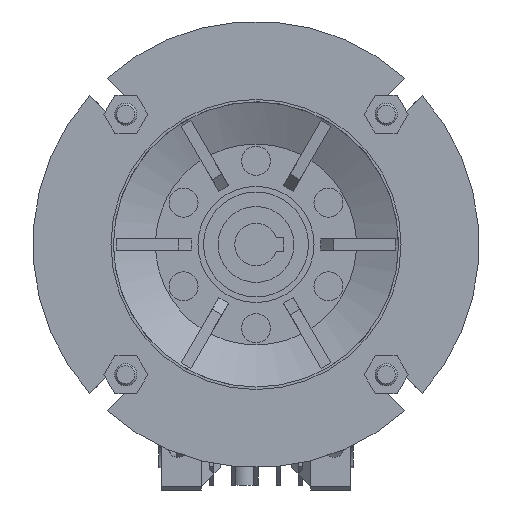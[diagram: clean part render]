
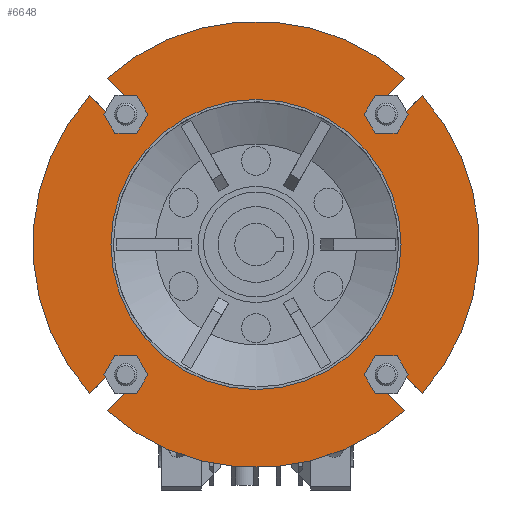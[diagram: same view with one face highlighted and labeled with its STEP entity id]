
A CAD part, front view. The second image highlights one B-rep face of the part: STEP entity #6648.
In plain terms, the highlighted face is planar.
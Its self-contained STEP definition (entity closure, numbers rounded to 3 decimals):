
#6648=ADVANCED_FACE('',(#13574,#13576),#13578,.F.);
#13574=FACE_BOUND('',#13575,.T.);
#13575=EDGE_LOOP('',(#18819,#18820,#18821,#18822,#18823,#18824,#18825,#18826,#18827,
#18828,#18829,#18830,#18831,#18832,#18833,#18834));
#13576=FACE_BOUND('',#13577,.T.);
#13577=EDGE_LOOP('',(#18835));
#13578=PLANE('',#13579);
#13579=AXIS2_PLACEMENT_3D('',#13580,#13581,#13582);
#13580=CARTESIAN_POINT('',(28.,100.,0.));
#13581=DIRECTION('',(-1.,0.,0.));
#13582=DIRECTION('',(0.,0.,1.));
#18819=ORIENTED_EDGE('',*,*,#21590,.F.);
#18820=ORIENTED_EDGE('',*,*,#21591,.T.);
#18821=ORIENTED_EDGE('',*,*,#21592,.T.);
#18822=ORIENTED_EDGE('',*,*,#21593,.T.);
#18823=ORIENTED_EDGE('',*,*,#21594,.F.);
#18824=ORIENTED_EDGE('',*,*,#21595,.T.);
#18825=ORIENTED_EDGE('',*,*,#21596,.T.);
#18826=ORIENTED_EDGE('',*,*,#21597,.T.);
#18827=ORIENTED_EDGE('',*,*,#21598,.F.);
#18828=ORIENTED_EDGE('',*,*,#21599,.T.);
#18829=ORIENTED_EDGE('',*,*,#21600,.T.);
#18830=ORIENTED_EDGE('',*,*,#21601,.T.);
#18831=ORIENTED_EDGE('',*,*,#21602,.F.);
#18832=ORIENTED_EDGE('',*,*,#21603,.T.);
#18833=ORIENTED_EDGE('',*,*,#21604,.T.);
#18834=ORIENTED_EDGE('',*,*,#21605,.T.);
#18835=ORIENTED_EDGE('',*,*,#21606,.F.);
#21590=EDGE_CURVE('',#25235,#25236,#25237,.F.);
#21591=EDGE_CURVE('',#25235,#25238,#25239,.T.);
#21592=EDGE_CURVE('',#25238,#25240,#25241,.T.);
#21593=EDGE_CURVE('',#25240,#25242,#25243,.T.);
#21594=EDGE_CURVE('',#25244,#25242,#25245,.F.);
#21595=EDGE_CURVE('',#25244,#25246,#25247,.T.);
#21596=EDGE_CURVE('',#25246,#25248,#25249,.T.);
#21597=EDGE_CURVE('',#25248,#25250,#25251,.T.);
#21598=EDGE_CURVE('',#25252,#25250,#25253,.F.);
#21599=EDGE_CURVE('',#25252,#25254,#25255,.T.);
#21600=EDGE_CURVE('',#25254,#25256,#25257,.T.);
#21601=EDGE_CURVE('',#25256,#25258,#25259,.T.);
#21602=EDGE_CURVE('',#25260,#25258,#25261,.F.);
#21603=EDGE_CURVE('',#25260,#25262,#25263,.T.);
#21604=EDGE_CURVE('',#25262,#25264,#25265,.T.);
#21605=EDGE_CURVE('',#25264,#25236,#25266,.T.);
#21606=EDGE_CURVE('',#25267,#25267,#25268,.T.);
#25235=VERTEX_POINT('',#35194);
#25236=VERTEX_POINT('',#35195);
#25237=CIRCLE('',#35196,5.5);
#25238=VERTEX_POINT('',#35200);
#25239=LINE('',#35201,#35202);
#25240=VERTEX_POINT('',#35204);
#25241=CIRCLE('',#35205,100.);
#25242=VERTEX_POINT('',#35209);
#25243=LINE('',#35210,#35211);
#25244=VERTEX_POINT('',#35213);
#25245=CIRCLE('',#35214,5.5);
#25246=VERTEX_POINT('',#35218);
#25247=LINE('',#35219,#35220);
#25248=VERTEX_POINT('',#35222);
#25249=CIRCLE('',#35223,100.);
#25250=VERTEX_POINT('',#35227);
#25251=LINE('',#35228,#35229);
#25252=VERTEX_POINT('',#35231);
#25253=CIRCLE('',#35232,5.5);
#25254=VERTEX_POINT('',#35236);
#25255=LINE('',#35237,#35238);
#25256=VERTEX_POINT('',#35240);
#25257=CIRCLE('',#35241,100.);
#25258=VERTEX_POINT('',#35245);
#25259=LINE('',#35246,#35247);
#25260=VERTEX_POINT('',#35249);
#25261=CIRCLE('',#35250,5.5);
#25262=VERTEX_POINT('',#35254);
#25263=LINE('',#35255,#35256);
#25264=VERTEX_POINT('',#35258);
#25265=CIRCLE('',#35259,100.);
#25266=LINE('',#35263,#35264);
#25267=VERTEX_POINT('',#35266);
#25268=CIRCLE('',#35267,65.);
#35194=CARTESIAN_POINT('',(28.,54.447,62.225));
#35195=CARTESIAN_POINT('',(28.,62.225,54.447));
#35196=AXIS2_PLACEMENT_3D('',#35197,#35198,#35199);
#35197=CARTESIAN_POINT('',(28.,58.336,58.336));
#35198=DIRECTION('',(-1.,0.,0.));
#35199=DIRECTION('',(0.,0.707,-0.707));
#35200=CARTESIAN_POINT('',(28.,66.715,74.493));
#35201=CARTESIAN_POINT('',(28.,54.447,62.225));
#35202=VECTOR('',#35203,1.);
#35203=DIRECTION('',(0.,0.707,0.707));
#35204=CARTESIAN_POINT('',(28.,-66.715,74.493));
#35205=AXIS2_PLACEMENT_3D('',#35206,#35207,#35208);
#35206=CARTESIAN_POINT('',(28.,0.,0.));
#35207=DIRECTION('',(1.,0.,-0.));
#35208=DIRECTION('',(0.,0.667,0.745));
#35209=CARTESIAN_POINT('',(28.,-54.447,62.225));
#35210=CARTESIAN_POINT('',(28.,-66.715,74.493));
#35211=VECTOR('',#35212,1.);
#35212=DIRECTION('',(0.,0.707,-0.707));
#35213=CARTESIAN_POINT('',(28.,-62.225,54.447));
#35214=AXIS2_PLACEMENT_3D('',#35215,#35216,#35217);
#35215=CARTESIAN_POINT('',(28.,-58.336,58.336));
#35216=DIRECTION('',(-1.,0.,0.));
#35217=DIRECTION('',(0.,0.707,0.707));
#35218=CARTESIAN_POINT('',(28.,-74.493,66.715));
#35219=CARTESIAN_POINT('',(28.,-62.225,54.447));
#35220=VECTOR('',#35221,1.);
#35221=DIRECTION('',(0.,-0.707,0.707));
#35222=CARTESIAN_POINT('',(28.,-74.493,-66.715));
#35223=AXIS2_PLACEMENT_3D('',#35224,#35225,#35226);
#35224=CARTESIAN_POINT('',(28.,0.,0.));
#35225=DIRECTION('',(1.,0.,-0.));
#35226=DIRECTION('',(0.,-0.745,0.667));
#35227=CARTESIAN_POINT('',(28.,-62.225,-54.447));
#35228=CARTESIAN_POINT('',(28.,-74.493,-66.715));
#35229=VECTOR('',#35230,1.);
#35230=DIRECTION('',(0.,0.707,0.707));
#35231=CARTESIAN_POINT('',(28.,-54.447,-62.225));
#35232=AXIS2_PLACEMENT_3D('',#35233,#35234,#35235);
#35233=CARTESIAN_POINT('',(28.,-58.336,-58.336));
#35234=DIRECTION('',(-1.,0.,0.));
#35235=DIRECTION('',(0.,-0.707,0.707));
#35236=CARTESIAN_POINT('',(28.,-66.715,-74.493));
#35237=CARTESIAN_POINT('',(28.,-54.447,-62.225));
#35238=VECTOR('',#35239,1.);
#35239=DIRECTION('',(0.,-0.707,-0.707));
#35240=CARTESIAN_POINT('',(28.,66.715,-74.493));
#35241=AXIS2_PLACEMENT_3D('',#35242,#35243,#35244);
#35242=CARTESIAN_POINT('',(28.,0.,0.));
#35243=DIRECTION('',(1.,-0.,0.));
#35244=DIRECTION('',(0.,-0.667,-0.745));
#35245=CARTESIAN_POINT('',(28.,54.447,-62.225));
#35246=CARTESIAN_POINT('',(28.,66.715,-74.493));
#35247=VECTOR('',#35248,1.);
#35248=DIRECTION('',(0.,-0.707,0.707));
#35249=CARTESIAN_POINT('',(28.,62.225,-54.447));
#35250=AXIS2_PLACEMENT_3D('',#35251,#35252,#35253);
#35251=CARTESIAN_POINT('',(28.,58.336,-58.336));
#35252=DIRECTION('',(-1.,0.,0.));
#35253=DIRECTION('',(0.,-0.707,-0.707));
#35254=CARTESIAN_POINT('',(28.,74.493,-66.715));
#35255=CARTESIAN_POINT('',(28.,62.225,-54.447));
#35256=VECTOR('',#35257,1.);
#35257=DIRECTION('',(0.,0.707,-0.707));
#35258=CARTESIAN_POINT('',(28.,74.493,66.715));
#35259=AXIS2_PLACEMENT_3D('',#35260,#35261,#35262);
#35260=CARTESIAN_POINT('',(28.,0.,0.));
#35261=DIRECTION('',(1.,-0.,0.));
#35262=DIRECTION('',(0.,0.745,-0.667));
#35263=CARTESIAN_POINT('',(28.,74.493,66.715));
#35264=VECTOR('',#35265,1.);
#35265=DIRECTION('',(0.,-0.707,-0.707));
#35266=CARTESIAN_POINT('',(28.,0.,-65.));
#35267=AXIS2_PLACEMENT_3D('',#35268,#35269,#35270);
#35268=CARTESIAN_POINT('',(28.,0.,0.));
#35269=DIRECTION('',(1.,-0.,-0.));
#35270=DIRECTION('',(0.,0.,-1.));
